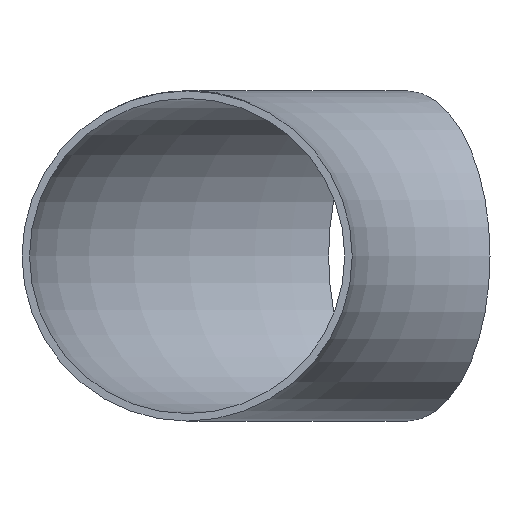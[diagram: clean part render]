
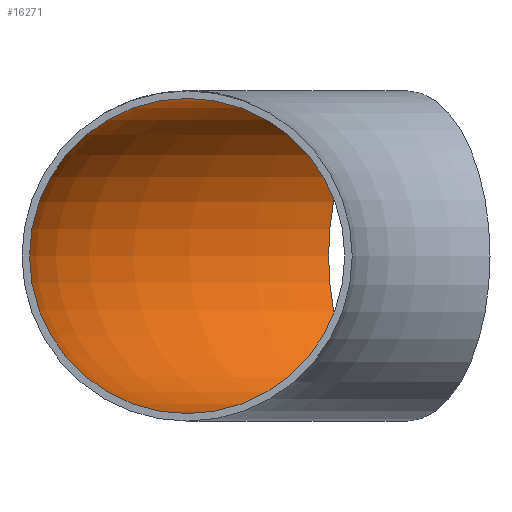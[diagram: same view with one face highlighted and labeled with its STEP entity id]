
A CAD part, front view. The second image highlights one B-rep face of the part: STEP entity #16271.
In plain terms, the highlighted toroidal (fillet/blend) face has major radius 152.5 mm and minor radius 54.55 mm.
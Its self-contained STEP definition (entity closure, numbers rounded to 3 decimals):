
#1317 = DIRECTION ( 'NONE',  ( 0.866, 0.5, 0. ) ) ;
#2023 = EDGE_LOOP ( 'NONE', ( #11064 ) ) ;
#4878 = VERTEX_POINT ( 'NONE', #14511 ) ;
#4940 = CARTESIAN_POINT ( 'NONE',  ( 0., 0., 0. ) ) ;
#5290 = AXIS2_PLACEMENT_3D ( 'NONE', #7040, #18569, #15262 ) ;
#6196 = EDGE_LOOP ( 'NONE', ( #19158 ) ) ;
#7040 = CARTESIAN_POINT ( 'NONE',  ( -152.5, 0., 0. ) ) ;
#7860 = DIRECTION ( 'NONE',  ( -0.5, 0.866, 0. ) ) ;
#7995 = CARTESIAN_POINT ( 'NONE',  ( -103.525, 179.311, 0. ) ) ;
#9373 = TOROIDAL_SURFACE ( 'NONE', #18905, 152.5, 54.55 ) ;
#9486 = VERTEX_POINT ( 'NONE', #7995 ) ;
#9756 = FACE_OUTER_BOUND ( 'NONE', #2023, .T. ) ;
#10063 = CIRCLE ( 'NONE', #5290, 54.55 ) ;
#10790 = EDGE_CURVE ( 'NONE', #9486, #9486, #20738, .T. ) ;
#11064 = ORIENTED_EDGE ( 'NONE', *, *, #17343, .F. ) ;
#11462 = DIRECTION ( 'NONE',  ( 0., 0., -1. ) ) ;
#14478 = CARTESIAN_POINT ( 'NONE',  ( -76.25, 132.069, 0. ) ) ;
#14511 = CARTESIAN_POINT ( 'NONE',  ( -152.5, 0., 54.55 ) ) ;
#15262 = DIRECTION ( 'NONE',  ( 0., 0., 1. ) ) ;
#16271 = ADVANCED_FACE ( 'NONE', ( #17871, #9756 ), #9373, .F. ) ;
#17343 = EDGE_CURVE ( 'NONE', #4878, #4878, #10063, .T. ) ;
#17871 = FACE_OUTER_BOUND ( 'NONE', #6196, .T. ) ;
#17979 = DIRECTION ( 'NONE',  ( -1., 0., 0. ) ) ;
#18569 = DIRECTION ( 'NONE',  ( 0., 1., 0. ) ) ;
#18905 = AXIS2_PLACEMENT_3D ( 'NONE', #4940, #11462, #17979 ) ;
#19158 = ORIENTED_EDGE ( 'NONE', *, *, #10790, .T. ) ;
#19712 = AXIS2_PLACEMENT_3D ( 'NONE', #14478, #1317, #7860 ) ;
#20738 = CIRCLE ( 'NONE', #19712, 54.55 ) ;
